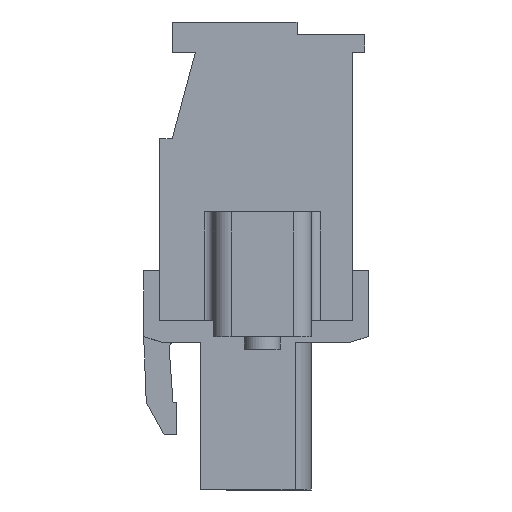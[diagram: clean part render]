
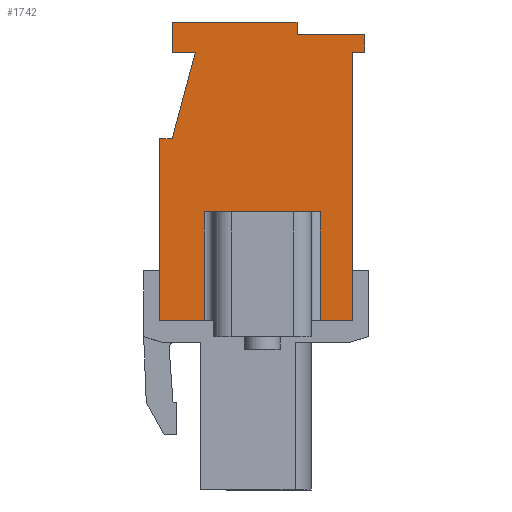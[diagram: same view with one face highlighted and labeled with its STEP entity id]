
A CAD part, left-side view. The second image highlights one B-rep face of the part: STEP entity #1742.
In plain terms, the highlighted planar face has unit normal (-1, 0, 0).
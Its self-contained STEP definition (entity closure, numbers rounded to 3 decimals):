
#1742 = ADVANCED_FACE( '', ( #3921 ), #3922, .T. );
#3921 = FACE_OUTER_BOUND( '', #6686, .T. );
#3922 = PLANE( '', #6687 );
#6686 = EDGE_LOOP( '', ( #11272, #11273, #11274, #11275, #11276, #11277, #11278, #11279, #11280, #11281, #11282, #11283, #11284, #11285, #11286, #11287 ) );
#6687 = AXIS2_PLACEMENT_3D( '', #11288, #11289, #11290 );
#11272 = ORIENTED_EDGE( '', *, *, #18259, .T. );
#11273 = ORIENTED_EDGE( '', *, *, #18260, .T. );
#11274 = ORIENTED_EDGE( '', *, *, #17749, .T. );
#11275 = ORIENTED_EDGE( '', *, *, #17633, .F. );
#11276 = ORIENTED_EDGE( '', *, *, #17086, .T. );
#11277 = ORIENTED_EDGE( '', *, *, #18261, .T. );
#11278 = ORIENTED_EDGE( '', *, *, #18262, .T. );
#11279 = ORIENTED_EDGE( '', *, *, #18036, .T. );
#11280 = ORIENTED_EDGE( '', *, *, #18263, .T. );
#11281 = ORIENTED_EDGE( '', *, *, #18264, .T. );
#11282 = ORIENTED_EDGE( '', *, *, #18265, .T. );
#11283 = ORIENTED_EDGE( '', *, *, #18266, .T. );
#11284 = ORIENTED_EDGE( '', *, *, #16978, .T. );
#11285 = ORIENTED_EDGE( '', *, *, #17485, .T. );
#11286 = ORIENTED_EDGE( '', *, *, #18267, .T. );
#11287 = ORIENTED_EDGE( '', *, *, #18268, .T. );
#11288 = CARTESIAN_POINT( '', ( 0., 0., 0. ) );
#11289 = DIRECTION( '', ( -1., 0., 0. ) );
#11290 = DIRECTION( '', ( 0., -1., 0. ) );
#16978 = EDGE_CURVE( '', #20436, #20437, #20438, .T. );
#17086 = EDGE_CURVE( '', #20625, #20622, #20626, .F. );
#17485 = EDGE_CURVE( '', #20437, #21338, #21339, .T. );
#17633 = EDGE_CURVE( '', #20625, #21588, #21589, .T. );
#17749 = EDGE_CURVE( '', #21776, #21588, #21779, .F. );
#18036 = EDGE_CURVE( '', #22222, #22223, #22224, .T. );
#18259 = EDGE_CURVE( '', #22560, #22561, #22562, .T. );
#18260 = EDGE_CURVE( '', #22561, #21776, #22563, .T. );
#18261 = EDGE_CURVE( '', #20622, #22564, #22565, .T. );
#18262 = EDGE_CURVE( '', #22564, #22222, #22566, .T. );
#18263 = EDGE_CURVE( '', #22223, #22567, #22568, .T. );
#18264 = EDGE_CURVE( '', #22567, #22569, #22570, .T. );
#18265 = EDGE_CURVE( '', #22569, #22571, #22572, .T. );
#18266 = EDGE_CURVE( '', #22571, #20436, #22573, .T. );
#18267 = EDGE_CURVE( '', #21338, #22574, #22575, .T. );
#18268 = EDGE_CURVE( '', #22574, #22560, #22576, .T. );
#20436 = VERTEX_POINT( '', #25442 );
#20437 = VERTEX_POINT( '', #25443 );
#20438 = LINE( '', #25444, #25445 );
#20622 = VERTEX_POINT( '', #25709 );
#20625 = VERTEX_POINT( '', #25712 );
#20626 = LINE( '', #25713, #25714 );
#21338 = VERTEX_POINT( '', #26730 );
#21339 = LINE( '', #26731, #26732 );
#21588 = VERTEX_POINT( '', #27087 );
#21589 = LINE( '', #27088, #27089 );
#21776 = VERTEX_POINT( '', #27373 );
#21779 = LINE( '', #27377, #27378 );
#22222 = VERTEX_POINT( '', #28042 );
#22223 = VERTEX_POINT( '', #28043 );
#22224 = LINE( '', #28044, #28045 );
#22560 = VERTEX_POINT( '', #28535 );
#22561 = VERTEX_POINT( '', #28536 );
#22562 = LINE( '', #28537, #28538 );
#22563 = LINE( '', #28539, #28540 );
#22564 = VERTEX_POINT( '', #28541 );
#22565 = LINE( '', #28542, #28543 );
#22566 = LINE( '', #28544, #28545 );
#22567 = VERTEX_POINT( '', #28546 );
#22568 = LINE( '', #28547, #28548 );
#22569 = VERTEX_POINT( '', #28549 );
#22570 = LINE( '', #28550, #28551 );
#22571 = VERTEX_POINT( '', #28552 );
#22572 = LINE( '', #28553, #28554 );
#22573 = LINE( '', #28555, #28556 );
#22574 = VERTEX_POINT( '', #28557 );
#22575 = LINE( '', #28558, #28559 );
#22576 = LINE( '', #28560, #28561 );
#25442 = CARTESIAN_POINT( '', ( 0., 10.1, 17.65 ) );
#25443 = CARTESIAN_POINT( '', ( 0., 10.1, 15.95 ) );
#25444 = CARTESIAN_POINT( '', ( 0., 10.1, 17.65 ) );
#25445 = VECTOR( '', #31836, 1000. );
#25709 = CARTESIAN_POINT( '', ( 0., 1.8, 0.9 ) );
#25712 = CARTESIAN_POINT( '', ( 0., 1.8, 7. ) );
#25713 = CARTESIAN_POINT( '', ( 0., 1.8, 0. ) );
#25714 = VECTOR( '', #31941, 1000. );
#26730 = CARTESIAN_POINT( '', ( 0., 8.8, 15.95 ) );
#26731 = CARTESIAN_POINT( '', ( 0., 10.1, 15.95 ) );
#26732 = VECTOR( '', #32390, 1000. );
#27087 = CARTESIAN_POINT( '', ( 0., 8.3, 7. ) );
#27088 = CARTESIAN_POINT( '', ( 0., 2.3, 7. ) );
#27089 = VECTOR( '', #32536, 1000. );
#27373 = CARTESIAN_POINT( '', ( 0., 8.3, 0.9 ) );
#27377 = CARTESIAN_POINT( '', ( 0., 8.3, 0. ) );
#27378 = VECTOR( '', #32641, 1000. );
#28042 = CARTESIAN_POINT( '', ( 0., 0., 15.95 ) );
#28043 = CARTESIAN_POINT( '', ( 0., -0.7, 15.95 ) );
#28044 = CARTESIAN_POINT( '', ( 0., 0., 15.95 ) );
#28045 = VECTOR( '', #32908, 1000. );
#28535 = CARTESIAN_POINT( '', ( 0., 10.8, 11.1 ) );
#28536 = CARTESIAN_POINT( '', ( 0., 10.8, 0.9 ) );
#28537 = CARTESIAN_POINT( '', ( 0., 10.8, 11.1 ) );
#28538 = VECTOR( '', #33114, 1000. );
#28539 = CARTESIAN_POINT( '', ( 0., 0., 0.9 ) );
#28540 = VECTOR( '', #33115, 1000. );
#28541 = CARTESIAN_POINT( '', ( 0., 0., 0.9 ) );
#28542 = CARTESIAN_POINT( '', ( 0., 0., 0.9 ) );
#28543 = VECTOR( '', #33116, 1000. );
#28544 = CARTESIAN_POINT( '', ( 0., 0., 0. ) );
#28545 = VECTOR( '', #33117, 1000. );
#28546 = CARTESIAN_POINT( '', ( 0., -0.7, 16.95 ) );
#28547 = CARTESIAN_POINT( '', ( 0., -0.7, 15.95 ) );
#28548 = VECTOR( '', #33118, 1000. );
#28549 = CARTESIAN_POINT( '', ( 0., 3.1, 16.95 ) );
#28550 = CARTESIAN_POINT( '', ( 0., -0.7, 16.95 ) );
#28551 = VECTOR( '', #33119, 1000. );
#28552 = CARTESIAN_POINT( '', ( 0., 3.1, 17.65 ) );
#28553 = CARTESIAN_POINT( '', ( 0., 3.1, 16.95 ) );
#28554 = VECTOR( '', #33120, 1000. );
#28555 = CARTESIAN_POINT( '', ( 0., 3.1, 17.65 ) );
#28556 = VECTOR( '', #33121, 1000. );
#28557 = CARTESIAN_POINT( '', ( 0., 10.1, 11.1 ) );
#28558 = CARTESIAN_POINT( '', ( 0., 8.8, 15.95 ) );
#28559 = VECTOR( '', #33122, 1000. );
#28560 = CARTESIAN_POINT( '', ( 0., 10.1, 11.1 ) );
#28561 = VECTOR( '', #33123, 1000. );
#31836 = DIRECTION( '', ( 0., 0., -1. ) );
#31941 = DIRECTION( '', ( 0., 0., 1. ) );
#32390 = DIRECTION( '', ( 0., -1., 0. ) );
#32536 = DIRECTION( '', ( 0., 1., 0. ) );
#32641 = DIRECTION( '', ( 0., 0., -1. ) );
#32908 = DIRECTION( '', ( 0., -1., 0. ) );
#33114 = DIRECTION( '', ( 0., 0., -1. ) );
#33115 = DIRECTION( '', ( 0., -1., 0. ) );
#33116 = DIRECTION( '', ( 0., -1., 0. ) );
#33117 = DIRECTION( '', ( 0., 0., 1. ) );
#33118 = DIRECTION( '', ( 0., 0., 1. ) );
#33119 = DIRECTION( '', ( 0., 1., 0. ) );
#33120 = DIRECTION( '', ( 0., 0., 1. ) );
#33121 = DIRECTION( '', ( 0., 1., 0. ) );
#33122 = DIRECTION( '', ( 0., 0.259, -0.966 ) );
#33123 = DIRECTION( '', ( 0., 1., 0. ) );
